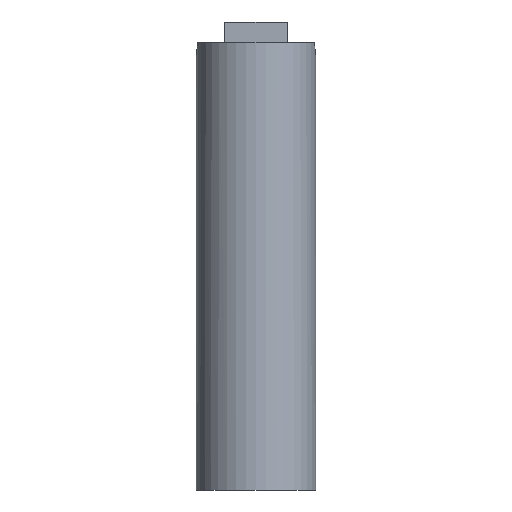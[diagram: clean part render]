
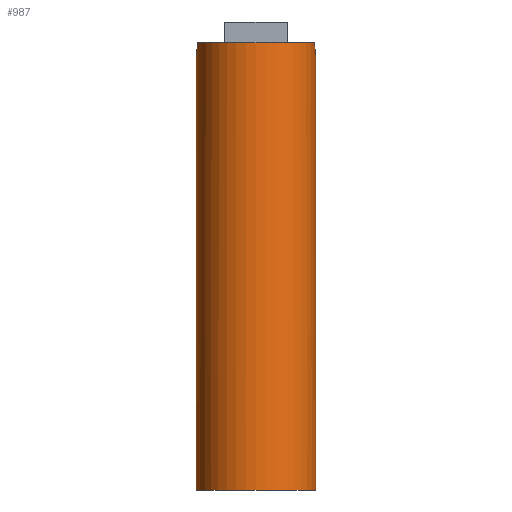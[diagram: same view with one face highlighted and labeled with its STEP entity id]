
A CAD part, left-side view. The second image highlights one B-rep face of the part: STEP entity #987.
In plain terms, the highlighted cylindrical face has radius 5.75 mm (diameter 11.5 mm), a partial arc.
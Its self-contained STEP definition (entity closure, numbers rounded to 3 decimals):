
#591=CARTESIAN_POINT('',(-3.5,4.562,39.133));
#592=VERTEX_POINT('',#591);
#612=CARTESIAN_POINT('',(-8.352,5.589,43.));
#613=VERTEX_POINT('',#612);
#614=CARTESIAN_POINT('',(-8.352,5.589,43.));
#615=CARTESIAN_POINT('',(-8.117,5.646,42.643));
#616=CARTESIAN_POINT('',(-7.86,5.692,42.303));
#617=CARTESIAN_POINT('',(-7.585,5.72,41.983));
#618=CARTESIAN_POINT('',(-7.409,5.738,41.779));
#619=CARTESIAN_POINT('',(-7.227,5.749,41.583));
#620=CARTESIAN_POINT('',(-7.038,5.75,41.396));
#621=CARTESIAN_POINT('',(-6.882,5.751,41.242));
#622=CARTESIAN_POINT('',(-6.722,5.746,41.093));
#623=CARTESIAN_POINT('',(-6.55,5.732,40.944));
#624=CARTESIAN_POINT('',(-6.149,5.701,40.596));
#625=CARTESIAN_POINT('',(-5.699,5.621,40.266));
#626=CARTESIAN_POINT('',(-5.249,5.477,39.989));
#627=CARTESIAN_POINT('',(-4.962,5.385,39.811));
#628=CARTESIAN_POINT('',(-4.675,5.268,39.655));
#629=CARTESIAN_POINT('',(-4.405,5.131,39.522));
#630=CARTESIAN_POINT('',(-4.272,5.064,39.457));
#631=CARTESIAN_POINT('',(-4.145,4.993,39.398));
#632=CARTESIAN_POINT('',(-4.011,4.912,39.34));
#633=CARTESIAN_POINT('',(-3.841,4.809,39.265));
#634=CARTESIAN_POINT('',(-3.668,4.691,39.195));
#635=CARTESIAN_POINT('',(-3.5,4.562,39.133));
#636=B_SPLINE_CURVE_WITH_KNOTS('',3,(#614,#615,#616,#617,#618,#619,#620,#621,#622,#623,#624,#625,#626,#627,#628,#629,#630,#631,#632,#633,#634,#635),.UNSPECIFIED.,.F.,.U.,(4,3,3,3,3,3,3,4),(2.27,2.394,2.474,2.539,2.692,2.79,2.837,2.898),.UNSPECIFIED.);
#637=EDGE_CURVE('',#613,#592,#636,.T.);
#697=CARTESIAN_POINT('',(-5.,-5.391,39.84));
#698=VERTEX_POINT('',#697);
#699=CARTESIAN_POINT('',(-8.352,-5.589,43.));
#700=VERTEX_POINT('',#699);
#701=CARTESIAN_POINT('',(-5.,-5.391,39.84));
#702=CARTESIAN_POINT('',(-5.454,-5.559,40.102));
#703=CARTESIAN_POINT('',(-5.919,-5.663,40.422));
#704=CARTESIAN_POINT('',(-6.341,-5.712,40.768));
#705=CARTESIAN_POINT('',(-6.532,-5.734,40.924));
#706=CARTESIAN_POINT('',(-6.714,-5.745,41.086));
#707=CARTESIAN_POINT('',(-6.884,-5.749,41.246));
#708=CARTESIAN_POINT('',(-7.048,-5.752,41.403));
#709=CARTESIAN_POINT('',(-7.209,-5.748,41.565));
#710=CARTESIAN_POINT('',(-7.364,-5.738,41.734));
#711=CARTESIAN_POINT('',(-7.723,-5.716,42.125));
#712=CARTESIAN_POINT('',(-8.055,-5.661,42.549));
#713=CARTESIAN_POINT('',(-8.352,-5.589,43.));
#714=B_SPLINE_CURVE_WITH_KNOTS('',3,(#701,#702,#703,#704,#705,#706,#707,#708,#709,#710,#711,#712,#713),.UNSPECIFIED.,.F.,.U.,(4,3,3,3,4),(4.092,4.247,4.317,4.385,4.542),.UNSPECIFIED.);
#715=EDGE_CURVE('',#698,#700,#714,.T.);
#739=CARTESIAN_POINT('',(-5.,-5.391,28.5));
#740=VERTEX_POINT('',#739);
#741=CARTESIAN_POINT('',(-5.,-5.391,28.5));
#742=DIRECTION('',(0.0,0.0,1.0));
#743=VECTOR('',#742,11.34);
#744=LINE('',#741,#743);
#745=EDGE_CURVE('',#740,#698,#744,.T.);
#771=CARTESIAN_POINT('',(-3.5,4.562,0.0));
#772=VERTEX_POINT('',#771);
#780=CARTESIAN_POINT('',(-3.5,4.562,0.0));
#781=DIRECTION('',(0.0,0.0,1.0));
#782=VECTOR('',#781,39.133);
#783=LINE('',#780,#782);
#784=EDGE_CURVE('',#772,#592,#783,.T.);
#879=CARTESIAN_POINT('',(-3.5,-4.562,24.929));
#880=VERTEX_POINT('',#879);
#881=CARTESIAN_POINT('',(-3.5,-4.562,24.929));
#882=CARTESIAN_POINT('',(-3.639,-4.669,25.066));
#883=CARTESIAN_POINT('',(-3.774,-4.762,25.214));
#884=CARTESIAN_POINT('',(-3.897,-4.841,25.367));
#885=CARTESIAN_POINT('',(-3.998,-4.906,25.493));
#886=CARTESIAN_POINT('',(-4.092,-4.961,25.621));
#887=CARTESIAN_POINT('',(-4.183,-5.013,25.761));
#888=CARTESIAN_POINT('',(-4.445,-5.16,26.161));
#889=CARTESIAN_POINT('',(-4.667,-5.258,26.634));
#890=CARTESIAN_POINT('',(-4.809,-5.316,27.131));
#891=CARTESIAN_POINT('',(-4.938,-5.369,27.584));
#892=CARTESIAN_POINT('',(-5.,-5.391,28.056));
#893=CARTESIAN_POINT('',(-5.,-5.391,28.5));
#894=B_SPLINE_CURVE_WITH_KNOTS('',3,(#881,#882,#883,#884,#885,#886,#887,#888,#889,#890,#891,#892,#893),.UNSPECIFIED.,.F.,.U.,(4,3,3,3,4),(2.377,2.438,2.489,2.635,2.768),.UNSPECIFIED.);
#895=EDGE_CURVE('',#880,#740,#894,.T.);
#941=CARTESIAN_POINT('',(-3.5,-4.562,0.0));
#942=VERTEX_POINT('',#941);
#943=CARTESIAN_POINT('',(-3.5,-4.562,0.0));
#944=DIRECTION('',(0.0,0.0,1.0));
#945=VECTOR('',#944,24.929);
#946=LINE('',#943,#945);
#947=EDGE_CURVE('',#942,#880,#946,.T.);
#960=CARTESIAN_POINT('',(-7.,0.0,0.0));
#961=DIRECTION('',(0.0,0.0,1.0));
#962=DIRECTION('',(0.609,0.793,0.0));
#963=AXIS2_PLACEMENT_3D('',#960,#961,#962);
#964=CYLINDRICAL_SURFACE('',#963,5.75);
#965=ORIENTED_EDGE('',*,*,#715,.T.);
#966=CARTESIAN_POINT('',(-7.,0.0,43.0));
#967=DIRECTION('',(0.0,0.0,-1.));
#968=DIRECTION('',(0.609,0.793,0.0));
#969=AXIS2_PLACEMENT_3D('',#966,#967,#968);
#970=CIRCLE('',#969,5.75);
#971=EDGE_CURVE('',#700,#613,#970,.T.);
#972=ORIENTED_EDGE('',*,*,#971,.T.);
#973=ORIENTED_EDGE('',*,*,#637,.T.);
#974=ORIENTED_EDGE('',*,*,#784,.F.);
#975=CARTESIAN_POINT('',(-7.,0.0,0.0));
#976=DIRECTION('',(0.0,0.0,1.));
#977=DIRECTION('',(0.609,0.793,0.0));
#978=AXIS2_PLACEMENT_3D('',#975,#976,#977);
#979=CIRCLE('',#978,5.75);
#980=EDGE_CURVE('',#772,#942,#979,.T.);
#981=ORIENTED_EDGE('',*,*,#980,.T.);
#982=ORIENTED_EDGE('',*,*,#947,.T.);
#983=ORIENTED_EDGE('',*,*,#895,.T.);
#984=ORIENTED_EDGE('',*,*,#745,.T.);
#985=EDGE_LOOP('',(#965,#972,#973,#974,#981,#982,#983,#984));
#986=FACE_OUTER_BOUND('',#985,.T.);
#987=ADVANCED_FACE('',(#986),#964,.T.);
